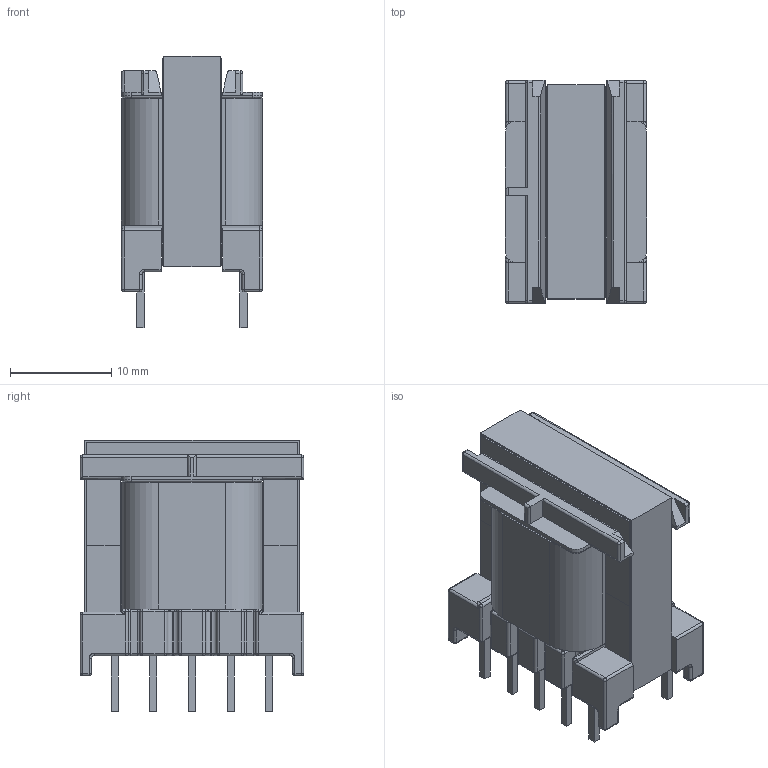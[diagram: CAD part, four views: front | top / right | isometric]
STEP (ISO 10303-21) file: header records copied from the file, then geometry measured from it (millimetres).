
FILE_DESCRIPTION (( 'STEP AP214' ), '1' );
FILE_NAME ('E20-10-6 Vertical.step', '2017-09-02T12:07:13', ( '' ), ( '' ), 'SwSTEP 2.0', 'SolidWorks 2017', '' );
FILE_SCHEMA (( 'AUTOMOTIVE_DESIGN' ));
Length unit declared in the file: millimetre
Products named in the file (7): 440-9987-2107; 150-2107; 070-5248; EE20-10-6-EF20-5248; E20-10-6 Vertical; T
Assembly tree (7 placements, depth 4):
  E20-10-6 Vertical
    T
      070-5248
        070-5248
        150-2107  x2
        EE20-10-6-EF20-5248
        440-9987-2107
Bounding box: 13.9 x 22 x 26.71 mm (x, y, z)
Volume: 4698.4 mm3; surface area: 6301.4 mm2
Topology: 5 solids, 5 shells, 529 faces, 1280 edges, 706 vertices
Faces by surface type: plane 205, cylinder 204, bspline 120
Entity records: 21331 total; most frequent: CARTESIAN_POINT 5439, ORIENTED_EDGE 2360, DIRECTION 2280, EDGE_CURVE 1180, AXIS2_PLACEMENT_3D 783, LINE 714, VECTOR 714, VERTEX_POINT 682
